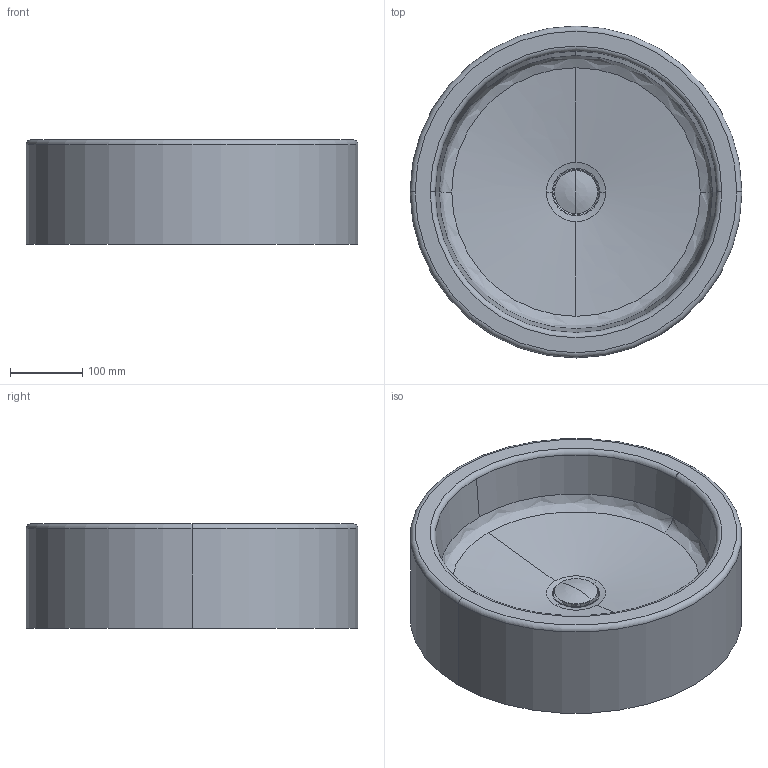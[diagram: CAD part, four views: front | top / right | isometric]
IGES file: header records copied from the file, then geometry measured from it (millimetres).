
Global section: file name: No Iges File Name specified; native system: AutoDesk Inventor R11.0; preprocessor: AutoDesk Inventor Iges Exporter R11.0; author: No Author specified; organization: No Organization specified; date: 20080204.194454; units: millimetre
Bounding box: 460 x 460 x 145 mm (x, y, z)
Volume: 12694704.5 mm3; surface area: 677458.2 mm2
Topology: 3 solids, 3 shells, 73 faces, 188 edges, 123 vertices
Faces by surface type: revolution 20, plane 17, cylinder 14, torus 12, bspline 6, cone 4
